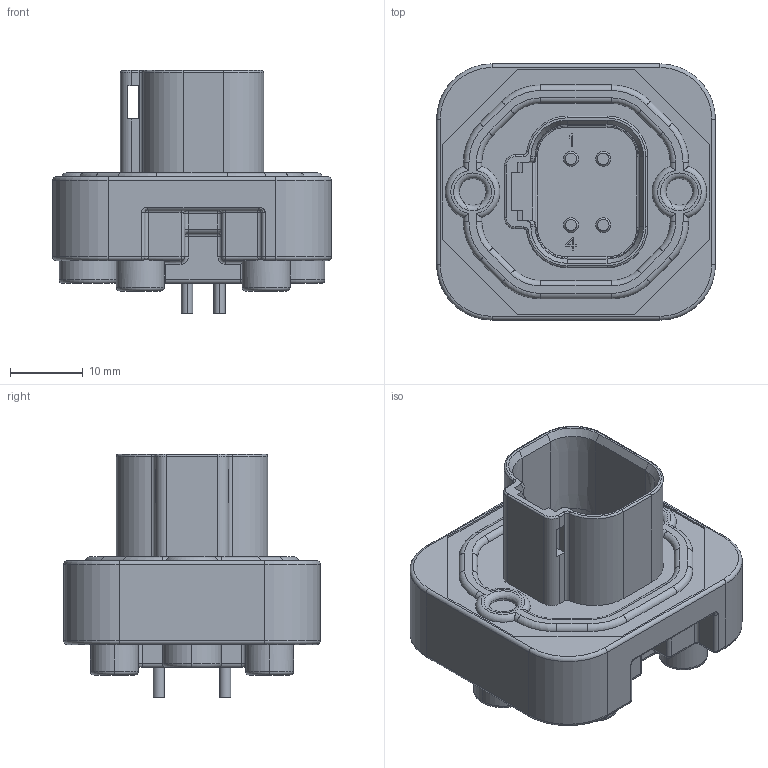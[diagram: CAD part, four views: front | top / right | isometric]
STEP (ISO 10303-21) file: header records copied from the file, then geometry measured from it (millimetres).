
FILE_DESCRIPTION((''),'2;1');
FILE_NAME('C-DT15-4P','2013-03-22T',('workeradm'),('Tyco Electronics Ltd.'),'PRO/ENGINEER BY PARAMETRIC TECHNOLOGY CORPORATION, 2010430','PRO/ENGINEER BY PARAMETRIC TECHNOLOGY CORPORATION, 2010430','');
FILE_SCHEMA(('AUTOMOTIVE_DESIGN { 1 0 10303 214 1 1 1 1 }'));
Length unit declared in the file: millimetre
Products named in the file (1): C-DT15-4P
Bounding box: 38.35 x 35.26 x 33.45 mm (x, y, z)
Volume: 16251.3 mm3; surface area: 7346.4 mm2
Topology: 1 solids, 1 shells, 368 faces, 901 edges, 558 vertices
Faces by surface type: cylinder 144, plane 123, torus 69, cone 16, sphere 8, bspline 8
Entity records: 13278 total; most frequent: CARTESIAN_POINT 4128, DIRECTION 1980, ORIENTED_EDGE 1802, EDGE_CURVE 901, AXIS2_PLACEMENT_3D 767, VERTEX_POINT 558, VECTOR 446, LINE 446
